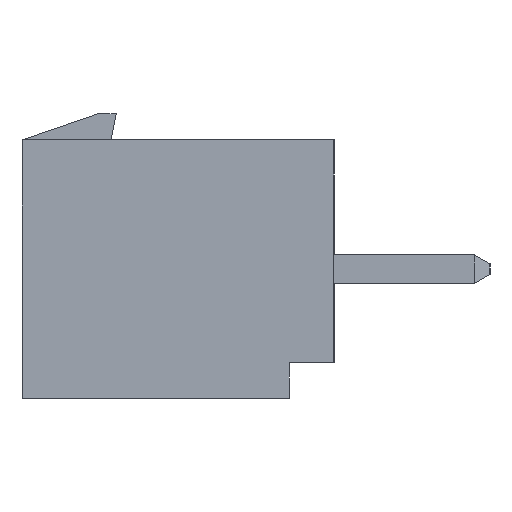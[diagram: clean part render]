
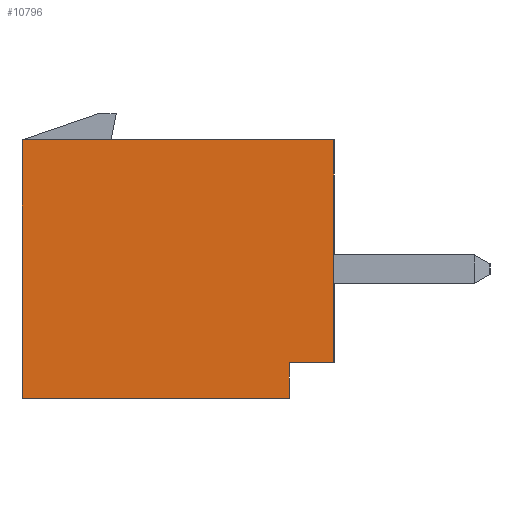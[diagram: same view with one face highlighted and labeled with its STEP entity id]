
A CAD part, left-side view. The second image highlights one B-rep face of the part: STEP entity #10796.
In plain terms, the highlighted planar face has unit normal (-1, 0, 0).
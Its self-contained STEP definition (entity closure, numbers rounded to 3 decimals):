
#30=DIRECTION('',(0.,0.,1.));
#31=VECTOR('',#30,5.);
#32=CARTESIAN_POINT('',(-19.95,0.,-2.1));
#33=LINE('',#32,#31);
#856=DIRECTION('',(0.,1.,0.));
#857=VECTOR('',#856,7.);
#858=CARTESIAN_POINT('',(-19.95,0.,2.9));
#859=LINE('',#858,#857);
#1108=DIRECTION('',(0.,0.,1.));
#1109=VECTOR('',#1108,5.8);
#1110=CARTESIAN_POINT('',(-19.95,7.,-2.9));
#1111=LINE('',#1110,#1109);
#2858=DIRECTION('',(0.,0.,-1.));
#2859=VECTOR('',#2858,0.8);
#2860=CARTESIAN_POINT('',(-19.95,1.,-2.1));
#2861=LINE('',#2860,#2859);
#2865=DIRECTION('',(0.,1.,0.));
#2866=VECTOR('',#2865,6.);
#2867=CARTESIAN_POINT('',(-19.95,1.,-2.9));
#2868=LINE('',#2867,#2866);
#2872=DIRECTION('',(0.,1.,0.));
#2873=VECTOR('',#2872,1.);
#2874=CARTESIAN_POINT('',(-19.95,0.,-2.1));
#2875=LINE('',#2874,#2873);
#7170=CARTESIAN_POINT('',(-19.95,7.,-2.9));
#7171=CARTESIAN_POINT('',(-19.95,7.,2.9));
#7172=VERTEX_POINT('',#7170);
#7173=VERTEX_POINT('',#7171);
#7178=CARTESIAN_POINT('',(-19.95,0.,2.9));
#7179=VERTEX_POINT('',#7178);
#7198=CARTESIAN_POINT('',(-19.95,1.,-2.1));
#7199=CARTESIAN_POINT('',(-19.95,1.,-2.9));
#7200=VERTEX_POINT('',#7198);
#7201=VERTEX_POINT('',#7199);
#7206=CARTESIAN_POINT('',(-19.95,0.,-2.1));
#7207=VERTEX_POINT('',#7206);
#10782=CARTESIAN_POINT('',(-19.95,0.,-2.9));
#10783=DIRECTION('',(-1.,0.,0.));
#10784=DIRECTION('',(0.,0.,1.));
#10785=AXIS2_PLACEMENT_3D('',#10782,#10783,#10784);
#10786=PLANE('',#10785);
#10787=ORIENTED_EDGE('',*,*,#10773,.T.);
#10789=ORIENTED_EDGE('',*,*,#10788,.T.);
#10790=ORIENTED_EDGE('',*,*,#9099,.T.);
#10791=ORIENTED_EDGE('',*,*,#8857,.F.);
#10792=ORIENTED_EDGE('',*,*,#8455,.F.);
#10793=ORIENTED_EDGE('',*,*,#10087,.T.);
#10794=EDGE_LOOP('',(#10787,#10789,#10790,#10791,#10792,#10793));
#10795=FACE_OUTER_BOUND('',#10794,.F.);
#10796=ADVANCED_FACE('',(#10795),#10786,.T.);
#8455=EDGE_CURVE('',#7207,#7179,#33,.T.);
#8857=EDGE_CURVE('',#7179,#7173,#859,.T.);
#9099=EDGE_CURVE('',#7172,#7173,#1111,.T.);
#10087=EDGE_CURVE('',#7207,#7200,#2875,.T.);
#10773=EDGE_CURVE('',#7200,#7201,#2861,.T.);
#10788=EDGE_CURVE('',#7201,#7172,#2868,.T.);
